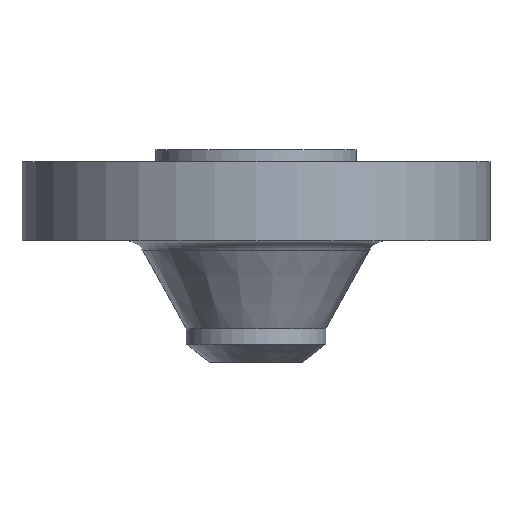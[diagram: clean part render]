
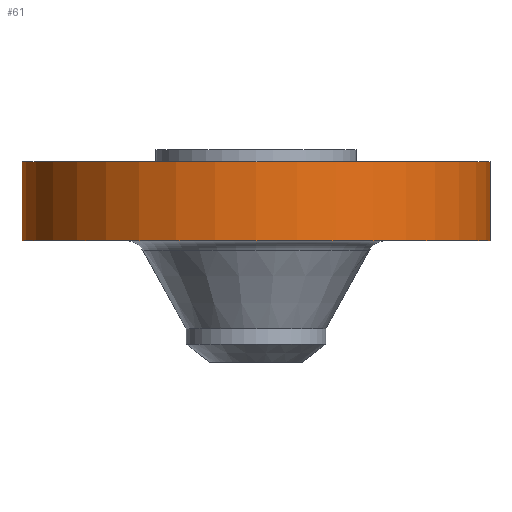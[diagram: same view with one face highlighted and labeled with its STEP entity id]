
A CAD part, front view. The second image highlights one B-rep face of the part: STEP entity #61.
In plain terms, the highlighted cylindrical face has radius 122.237 mm (diameter 244.475 mm), a partial arc.
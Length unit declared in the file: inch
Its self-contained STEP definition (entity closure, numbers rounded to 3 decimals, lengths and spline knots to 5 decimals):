
#8 = EDGE_CURVE ( 'NONE', #889, #528, #1017, .T. ) ;
#29 = EDGE_CURVE ( 'NONE', #528, #399, #835, .T. ) ;
#58 = CARTESIAN_POINT ( 'NONE',  ( 0., 0., -0.25 ) ) ;
#61 = ADVANCED_FACE ( 'NONE', ( #1132 ), #324, .T. ) ;
#80 = ORIENTED_EDGE ( 'NONE', *, *, #1129, .T. ) ;
#108 = ORIENTED_EDGE ( 'NONE', *, *, #421, .T. ) ;
#139 = AXIS2_PLACEMENT_3D ( 'NONE', #526, #428, #626 ) ;
#228 = ORIENTED_EDGE ( 'NONE', *, *, #8, .F. ) ;
#231 = VERTEX_POINT ( 'NONE', #543 ) ;
#246 = DIRECTION ( 'NONE',  ( 1., 0., 0. ) ) ;
#248 = AXIS2_PLACEMENT_3D ( 'NONE', #609, #516, #246 ) ;
#272 = CARTESIAN_POINT ( 'NONE',  ( -4.8125, 0., -0.25 ) ) ;
#324 = CYLINDRICAL_SURFACE ( 'NONE', #248, 4.8125 ) ;
#399 = VERTEX_POINT ( 'NONE', #1043 ) ;
#419 = EDGE_LOOP ( 'NONE', ( #228, #80, #108, #843 ) ) ;
#421 = EDGE_CURVE ( 'NONE', #231, #399, #871, .T. ) ;
#428 = DIRECTION ( 'NONE',  ( 0., 0., 1. ) ) ;
#432 = DIRECTION ( 'NONE',  ( 1., 0., 0. ) ) ;
#470 = CIRCLE ( 'NONE', #139, 4.8125 ) ;
#516 = DIRECTION ( 'NONE',  ( 0., 0., 1. ) ) ;
#526 = CARTESIAN_POINT ( 'NONE',  ( 0., 0., -1.875 ) ) ;
#528 = VERTEX_POINT ( 'NONE', #272 ) ;
#543 = CARTESIAN_POINT ( 'NONE',  ( 4.8125, 0., -1.875 ) ) ;
#550 = VECTOR ( 'NONE', #666, 39.37008 ) ;
#609 = CARTESIAN_POINT ( 'NONE',  ( 0., 0., 0. ) ) ;
#626 = DIRECTION ( 'NONE',  ( 1., 0., 0. ) ) ;
#632 = CARTESIAN_POINT ( 'NONE',  ( -4.8125, 0., -1.875 ) ) ;
#666 = DIRECTION ( 'NONE',  ( 0., 0., 1. ) ) ;
#835 = CIRCLE ( 'NONE', #1055, 4.8125 ) ;
#843 = ORIENTED_EDGE ( 'NONE', *, *, #29, .F. ) ;
#858 = CARTESIAN_POINT ( 'NONE',  ( 4.8125, 0., 0. ) ) ;
#866 = DIRECTION ( 'NONE',  ( 0., 0., 1. ) ) ;
#871 = LINE ( 'NONE', #858, #1106 ) ;
#889 = VERTEX_POINT ( 'NONE', #632 ) ;
#1017 = LINE ( 'NONE', #1104, #550 ) ;
#1043 = CARTESIAN_POINT ( 'NONE',  ( 4.8125, 0., -0.25 ) ) ;
#1054 = DIRECTION ( 'NONE',  ( 0., 0., 1. ) ) ;
#1055 = AXIS2_PLACEMENT_3D ( 'NONE', #58, #866, #432 ) ;
#1104 = CARTESIAN_POINT ( 'NONE',  ( -4.8125, 0., 0. ) ) ;
#1106 = VECTOR ( 'NONE', #1054, 39.37008 ) ;
#1129 = EDGE_CURVE ( 'NONE', #889, #231, #470, .T. ) ;
#1132 = FACE_OUTER_BOUND ( 'NONE', #419, .T. ) ;
